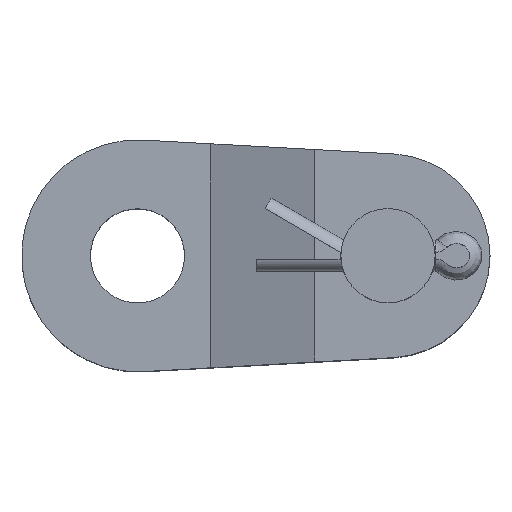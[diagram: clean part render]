
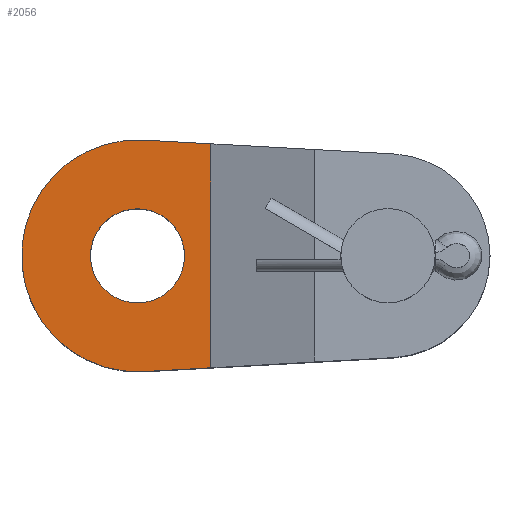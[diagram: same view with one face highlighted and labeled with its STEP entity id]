
A CAD part, top view. The second image highlights one B-rep face of the part: STEP entity #2056.
In plain terms, the highlighted planar face has unit normal (0, 0, 1).
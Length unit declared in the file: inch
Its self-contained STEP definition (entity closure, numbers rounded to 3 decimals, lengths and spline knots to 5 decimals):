
#20 = ORIENTED_EDGE ( 'NONE', *, *, #1380, .T. ) ;
#78 = VERTEX_POINT ( 'NONE', #1618 ) ;
#118 = AXIS2_PLACEMENT_3D ( 'NONE', #296, #1598, #525 ) ;
#144 = DIRECTION ( 'NONE',  ( 0.998, -0.056, 0. ) ) ;
#150 = CARTESIAN_POINT ( 'NONE',  ( -0.3045, 0., 0.3395 ) ) ;
#182 = DIRECTION ( 'NONE',  ( -0.998, -0.056, 0. ) ) ;
#183 = ORIENTED_EDGE ( 'NONE', *, *, #1897, .T. ) ;
#201 = EDGE_CURVE ( 'NONE', #506, #2267, #1999, .T. ) ;
#209 = AXIS2_PLACEMENT_3D ( 'NONE', #2161, #1802, #246 ) ;
#246 = DIRECTION ( 'NONE',  ( 1., 0., 0. ) ) ;
#296 = CARTESIAN_POINT ( 'NONE',  ( -0.375, 0., 0.3395 ) ) ;
#316 = DIRECTION ( 'NONE',  ( 0., 0., -1. ) ) ;
#389 = CARTESIAN_POINT ( 'NONE',  ( -0.265, -0.16765, 0.3395 ) ) ;
#457 = VERTEX_POINT ( 'NONE', #1757 ) ;
#474 = LINE ( 'NONE', #1541, #622 ) ;
#506 = VERTEX_POINT ( 'NONE', #1947 ) ;
#509 = FACE_BOUND ( 'NONE', #1040, .T. ) ;
#521 = FACE_OUTER_BOUND ( 'NONE', #1356, .T. ) ;
#525 = DIRECTION ( 'NONE',  ( 1., 0., 0. ) ) ;
#529 = EDGE_CURVE ( 'NONE', #1819, #457, #893, .T. ) ;
#622 = VECTOR ( 'NONE', #144, 39.37008 ) ;
#631 = CARTESIAN_POINT ( 'NONE',  ( -0.375, 0., 0.3395 ) ) ;
#644 = CIRCLE ( 'NONE', #118, 0.0705 ) ;
#651 = ORIENTED_EDGE ( 'NONE', *, *, #529, .F. ) ;
#660 = VECTOR ( 'NONE', #791, 39.37008 ) ;
#791 = DIRECTION ( 'NONE',  ( 0., 1., 0. ) ) ;
#893 = LINE ( 'NONE', #1919, #1770 ) ;
#947 = LINE ( 'NONE', #1322, #660 ) ;
#1003 = DIRECTION ( 'NONE',  ( 0., 0., -1. ) ) ;
#1040 = EDGE_LOOP ( 'NONE', ( #183, #2275 ) ) ;
#1097 = AXIS2_PLACEMENT_3D ( 'NONE', #631, #1003, #1536 ) ;
#1181 = EDGE_CURVE ( 'NONE', #1319, #78, #474, .T. ) ;
#1319 = VERTEX_POINT ( 'NONE', #1777 ) ;
#1322 = CARTESIAN_POINT ( 'NONE',  ( -0.265, -0.1735, 0.3395 ) ) ;
#1356 = EDGE_LOOP ( 'NONE', ( #651, #20, #2187, #1422 ) ) ;
#1380 = EDGE_CURVE ( 'NONE', #1819, #78, #947, .T. ) ;
#1382 = CARTESIAN_POINT ( 'NONE',  ( -0.5485, -0.1735, 0.3395 ) ) ;
#1422 = ORIENTED_EDGE ( 'NONE', *, *, #1839, .F. ) ;
#1536 = DIRECTION ( 'NONE',  ( 1., 0., 0. ) ) ;
#1541 = CARTESIAN_POINT ( 'NONE',  ( -0.36537, 0.17323, 0.3395 ) ) ;
#1598 = DIRECTION ( 'NONE',  ( 0., 0., -1. ) ) ;
#1618 = CARTESIAN_POINT ( 'NONE',  ( -0.265, 0.16765, 0.3395 ) ) ;
#1718 = PLANE ( 'NONE',  #1902 ) ;
#1757 = CARTESIAN_POINT ( 'NONE',  ( -0.36537, -0.17323, 0.3395 ) ) ;
#1770 = VECTOR ( 'NONE', #182, 39.37008 ) ;
#1777 = CARTESIAN_POINT ( 'NONE',  ( -0.36537, 0.17323, 0.3395 ) ) ;
#1797 = CIRCLE ( 'NONE', #1097, 0.1735 ) ;
#1802 = DIRECTION ( 'NONE',  ( 0., 0., -1. ) ) ;
#1819 = VERTEX_POINT ( 'NONE', #389 ) ;
#1839 = EDGE_CURVE ( 'NONE', #457, #1319, #1797, .T. ) ;
#1897 = EDGE_CURVE ( 'NONE', #2267, #506, #644, .T. ) ;
#1902 = AXIS2_PLACEMENT_3D ( 'NONE', #1382, #316, #2110 ) ;
#1919 = CARTESIAN_POINT ( 'NONE',  ( -0.36537, -0.17323, 0.3395 ) ) ;
#1947 = CARTESIAN_POINT ( 'NONE',  ( -0.4455, 0., 0.3395 ) ) ;
#1999 = CIRCLE ( 'NONE', #209, 0.0705 ) ;
#2056 = ADVANCED_FACE ( 'NONE', ( #521, #509 ), #1718, .F. ) ;
#2110 = DIRECTION ( 'NONE',  ( 1., 0., 0. ) ) ;
#2161 = CARTESIAN_POINT ( 'NONE',  ( -0.375, 0., 0.3395 ) ) ;
#2187 = ORIENTED_EDGE ( 'NONE', *, *, #1181, .F. ) ;
#2267 = VERTEX_POINT ( 'NONE', #150 ) ;
#2275 = ORIENTED_EDGE ( 'NONE', *, *, #201, .T. ) ;
